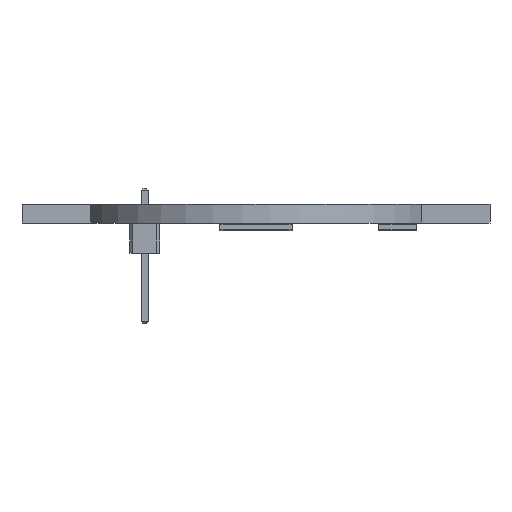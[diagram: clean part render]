
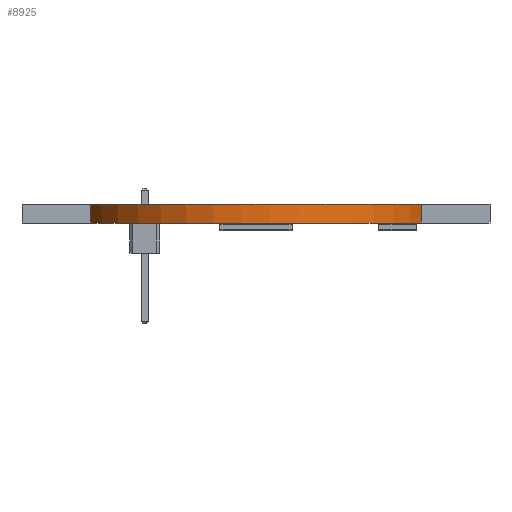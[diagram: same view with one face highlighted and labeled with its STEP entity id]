
A CAD part, front view. The second image highlights one B-rep face of the part: STEP entity #8925.
In plain terms, the highlighted cylindrical face has radius 15 mm (diameter 30 mm), a partial arc.
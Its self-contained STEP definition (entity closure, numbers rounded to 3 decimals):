
#8809 = EDGE_CURVE('',#8810,#8812,#8814,.T.);
#8810 = VERTEX_POINT('',#8811);
#8811 = CARTESIAN_POINT('',(14.142,-5.,0.));
#8812 = VERTEX_POINT('',#8813);
#8813 = CARTESIAN_POINT('',(14.142,-5.,1.6));
#8814 = SURFACE_CURVE('',#8815,(#8819,#8831),.PCURVE_S1.);
#8815 = LINE('',#8816,#8817);
#8816 = CARTESIAN_POINT('',(14.142,-5.,0.));
#8817 = VECTOR('',#8818,1.);
#8818 = DIRECTION('',(0.,0.,1.));
#8819 = PCURVE('',#8820,#8825);
#8820 = PLANE('',#8821);
#8821 = AXIS2_PLACEMENT_3D('',#8822,#8823,#8824);
#8822 = CARTESIAN_POINT('',(14.142,-5.,0.));
#8823 = DIRECTION('',(0.,1.,-0.));
#8824 = DIRECTION('',(1.,0.,0.));
#8825 = DEFINITIONAL_REPRESENTATION('',(#8826),#8830);
#8826 = LINE('',#8827,#8828);
#8827 = CARTESIAN_POINT('',(0.,0.));
#8828 = VECTOR('',#8829,1.);
#8829 = DIRECTION('',(0.,-1.));
#8830 = ( GEOMETRIC_REPRESENTATION_CONTEXT(2) 
PARAMETRIC_REPRESENTATION_CONTEXT() REPRESENTATION_CONTEXT('2D SPACE',''
  ) );
#8831 = PCURVE('',#8832,#8837);
#8832 = CYLINDRICAL_SURFACE('',#8833,15.);
#8833 = AXIS2_PLACEMENT_3D('',#8834,#8835,#8836);
#8834 = CARTESIAN_POINT('',(0.,0.,0.));
#8835 = DIRECTION('',(-0.,-0.,-1.));
#8836 = DIRECTION('',(1.,0.,-0.));
#8837 = DEFINITIONAL_REPRESENTATION('',(#8838),#8842);
#8838 = LINE('',#8839,#8840);
#8839 = CARTESIAN_POINT('',(-5.943,0.));
#8840 = VECTOR('',#8841,1.);
#8841 = DIRECTION('',(-0.,-1.));
#8842 = ( GEOMETRIC_REPRESENTATION_CONTEXT(2) 
PARAMETRIC_REPRESENTATION_CONTEXT() REPRESENTATION_CONTEXT('2D SPACE',''
  ) );
#8860 = PLANE('',#8861);
#8861 = AXIS2_PLACEMENT_3D('',#8862,#8863,#8864);
#8862 = CARTESIAN_POINT('',(0.,0.,1.6)
  );
#8863 = DIRECTION('',(0.,0.,1.));
#8864 = DIRECTION('',(1.,0.,-0.));
#8914 = PLANE('',#8915);
#8915 = AXIS2_PLACEMENT_3D('',#8916,#8917,#8918);
#8916 = CARTESIAN_POINT('',(0.,0.,0.)
  );
#8917 = DIRECTION('',(0.,0.,1.));
#8918 = DIRECTION('',(1.,0.,-0.));
#8925 = ADVANCED_FACE('',(#8926),#8832,.T.);
#8926 = FACE_BOUND('',#8927,.F.);
#8927 = EDGE_LOOP('',(#8928,#8958,#8980,#8981));
#8928 = ORIENTED_EDGE('',*,*,#8929,.T.);
#8929 = EDGE_CURVE('',#8930,#8932,#8934,.T.);
#8930 = VERTEX_POINT('',#8931);
#8931 = CARTESIAN_POINT('',(-14.142,-5.,0.));
#8932 = VERTEX_POINT('',#8933);
#8933 = CARTESIAN_POINT('',(-14.142,-5.,1.6));
#8934 = SURFACE_CURVE('',#8935,(#8939,#8946),.PCURVE_S1.);
#8935 = LINE('',#8936,#8937);
#8936 = CARTESIAN_POINT('',(-14.142,-5.,0.));
#8937 = VECTOR('',#8938,1.);
#8938 = DIRECTION('',(0.,0.,1.));
#8939 = PCURVE('',#8832,#8940);
#8940 = DEFINITIONAL_REPRESENTATION('',(#8941),#8945);
#8941 = LINE('',#8942,#8943);
#8942 = CARTESIAN_POINT('',(-3.481,0.));
#8943 = VECTOR('',#8944,1.);
#8944 = DIRECTION('',(-0.,-1.));
#8945 = ( GEOMETRIC_REPRESENTATION_CONTEXT(2) 
PARAMETRIC_REPRESENTATION_CONTEXT() REPRESENTATION_CONTEXT('2D SPACE',''
  ) );
#8946 = PCURVE('',#8947,#8952);
#8947 = PLANE('',#8948);
#8948 = AXIS2_PLACEMENT_3D('',#8949,#8950,#8951);
#8949 = CARTESIAN_POINT('',(-20.,-5.,0.));
#8950 = DIRECTION('',(0.,1.,0.));
#8951 = DIRECTION('',(1.,0.,0.));
#8952 = DEFINITIONAL_REPRESENTATION('',(#8953),#8957);
#8953 = LINE('',#8954,#8955);
#8954 = CARTESIAN_POINT('',(5.858,0.));
#8955 = VECTOR('',#8956,1.);
#8956 = DIRECTION('',(0.,-1.));
#8957 = ( GEOMETRIC_REPRESENTATION_CONTEXT(2) 
PARAMETRIC_REPRESENTATION_CONTEXT() REPRESENTATION_CONTEXT('2D SPACE',''
  ) );
#8958 = ORIENTED_EDGE('',*,*,#8959,.T.);
#8959 = EDGE_CURVE('',#8932,#8812,#8960,.T.);
#8960 = SURFACE_CURVE('',#8961,(#8966,#8973),.PCURVE_S1.);
#8961 = CIRCLE('',#8962,15.);
#8962 = AXIS2_PLACEMENT_3D('',#8963,#8964,#8965);
#8963 = CARTESIAN_POINT('',(0.,0.,1.6));
#8964 = DIRECTION('',(0.,0.,1.));
#8965 = DIRECTION('',(1.,0.,-0.));
#8966 = PCURVE('',#8832,#8967);
#8967 = DEFINITIONAL_REPRESENTATION('',(#8968),#8972);
#8968 = LINE('',#8969,#8970);
#8969 = CARTESIAN_POINT('',(-0.,-1.6));
#8970 = VECTOR('',#8971,1.);
#8971 = DIRECTION('',(-1.,0.));
#8972 = ( GEOMETRIC_REPRESENTATION_CONTEXT(2) 
PARAMETRIC_REPRESENTATION_CONTEXT() REPRESENTATION_CONTEXT('2D SPACE',''
  ) );
#8973 = PCURVE('',#8860,#8974);
#8974 = DEFINITIONAL_REPRESENTATION('',(#8975),#8979);
#8975 = CIRCLE('',#8976,15.);
#8976 = AXIS2_PLACEMENT_2D('',#8977,#8978);
#8977 = CARTESIAN_POINT('',(0.,0.));
#8978 = DIRECTION('',(1.,0.));
#8979 = ( GEOMETRIC_REPRESENTATION_CONTEXT(2) 
PARAMETRIC_REPRESENTATION_CONTEXT() REPRESENTATION_CONTEXT('2D SPACE',''
  ) );
#8980 = ORIENTED_EDGE('',*,*,#8809,.F.);
#8981 = ORIENTED_EDGE('',*,*,#8982,.F.);
#8982 = EDGE_CURVE('',#8930,#8810,#8983,.T.);
#8983 = SURFACE_CURVE('',#8984,(#8989,#8996),.PCURVE_S1.);
#8984 = CIRCLE('',#8985,15.);
#8985 = AXIS2_PLACEMENT_3D('',#8986,#8987,#8988);
#8986 = CARTESIAN_POINT('',(0.,0.,0.));
#8987 = DIRECTION('',(0.,0.,1.));
#8988 = DIRECTION('',(1.,0.,-0.));
#8989 = PCURVE('',#8832,#8990);
#8990 = DEFINITIONAL_REPRESENTATION('',(#8991),#8995);
#8991 = LINE('',#8992,#8993);
#8992 = CARTESIAN_POINT('',(-0.,0.));
#8993 = VECTOR('',#8994,1.);
#8994 = DIRECTION('',(-1.,0.));
#8995 = ( GEOMETRIC_REPRESENTATION_CONTEXT(2) 
PARAMETRIC_REPRESENTATION_CONTEXT() REPRESENTATION_CONTEXT('2D SPACE',''
  ) );
#8996 = PCURVE('',#8914,#8997);
#8997 = DEFINITIONAL_REPRESENTATION('',(#8998),#9002);
#8998 = CIRCLE('',#8999,15.);
#8999 = AXIS2_PLACEMENT_2D('',#9000,#9001);
#9000 = CARTESIAN_POINT('',(0.,0.));
#9001 = DIRECTION('',(1.,0.));
#9002 = ( GEOMETRIC_REPRESENTATION_CONTEXT(2) 
PARAMETRIC_REPRESENTATION_CONTEXT() REPRESENTATION_CONTEXT('2D SPACE',''
  ) );
